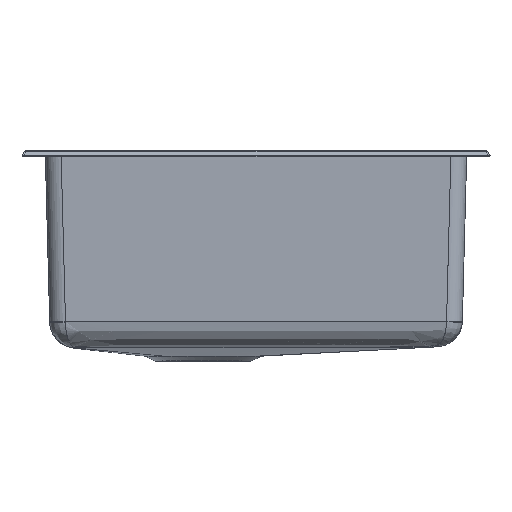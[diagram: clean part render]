
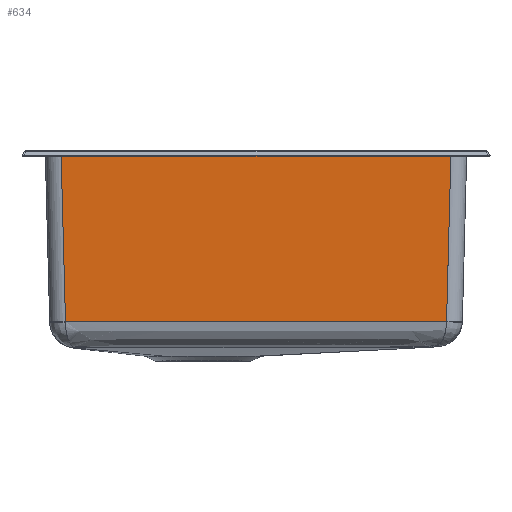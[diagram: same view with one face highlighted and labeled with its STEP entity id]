
A CAD part, left-side view. The second image highlights one B-rep face of the part: STEP entity #634.
In plain terms, the highlighted planar face has unit normal (-1, 0, -0.026).
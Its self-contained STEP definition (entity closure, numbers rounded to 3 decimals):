
#438=B_SPLINE_CURVE_WITH_KNOTS('',3,(#7924,#7925,#7926,#7927,#7928,#7929,
#7930,#7931,#7932,#7933,#7934,#7935,#7936),.UNSPECIFIED.,.F.,.F.,(4,3,3,
3,4),(0.,0.143,0.5,0.857,1.),.UNSPECIFIED.);
#443=B_SPLINE_CURVE_WITH_KNOTS('',3,(#8041,#8042,#8043,#8044),.UNSPECIFIED.,
.F.,.F.,(4,4),(0.,1.),.UNSPECIFIED.);
#634=ADVANCED_FACE('',(#845),#729,.F.);
#729=PLANE('',#3120);
#845=FACE_OUTER_BOUND('',#1051,.T.);
#1051=EDGE_LOOP('',(#1706,#1707,#1708,#1709,#1710));
#1706=ORIENTED_EDGE('',*,*,#2680,.T.);
#1707=ORIENTED_EDGE('',*,*,#2681,.T.);
#1708=ORIENTED_EDGE('',*,*,#2674,.T.);
#1709=ORIENTED_EDGE('',*,*,#2654,.T.);
#1710=ORIENTED_EDGE('',*,*,#2660,.T.);
#2265=VERTEX_POINT('',#7565);
#2274=VERTEX_POINT('',#7937);
#2276=VERTEX_POINT('',#8040);
#2284=VERTEX_POINT('',#8126);
#2287=VERTEX_POINT('',#8136);
#2654=EDGE_CURVE('',#2274,#2265,#438,.T.);
#2660=EDGE_CURVE('',#2265,#2276,#443,.T.);
#2674=EDGE_CURVE('',#2284,#2274,#2892,.T.);
#2680=EDGE_CURVE('',#2276,#2287,#2896,.T.);
#2681=EDGE_CURVE('',#2287,#2284,#2897,.T.);
#2892=LINE('',#8125,#2984);
#2896=LINE('',#8137,#2988);
#2897=LINE('',#8139,#2989);
#2984=VECTOR('',#3491,1.);
#2988=VECTOR('',#3503,1.);
#2989=VECTOR('',#3506,1.);
#3120=AXIS2_PLACEMENT_3D('',#8140,#3507,#3508);
#3491=DIRECTION('',(0.026,-0.026,-0.999));
#3503=DIRECTION('',(-0.026,-0.026,0.999));
#3506=DIRECTION('',(0.,1.,0.));
#3507=DIRECTION('',(1.,0.,0.026));
#3508=DIRECTION('',(0.026,0.,-1.));
#7565=CARTESIAN_POINT('',(-369.751,-180.748,-157.258));
#7924=CARTESIAN_POINT('',(-369.747,180.753,-157.412));
#7925=CARTESIAN_POINT('',(-369.746,163.563,-157.448));
#7926=CARTESIAN_POINT('',(-369.746,146.373,-157.484));
#7927=CARTESIAN_POINT('',(-369.745,129.183,-157.513));
#7928=CARTESIAN_POINT('',(-369.743,86.122,-157.586));
#7929=CARTESIAN_POINT('',(-369.742,43.062,-157.617));
#7930=CARTESIAN_POINT('',(-369.743,0.002,-157.587));
#7931=CARTESIAN_POINT('',(-369.744,-43.059,-157.557));
#7932=CARTESIAN_POINT('',(-369.746,-86.119,-157.472));
#7933=CARTESIAN_POINT('',(-369.748,-129.179,-157.376));
#7934=CARTESIAN_POINT('',(-369.749,-146.369,-157.337));
#7935=CARTESIAN_POINT('',(-369.75,-163.558,-157.296));
#7936=CARTESIAN_POINT('',(-369.751,-180.748,-157.258));
#7937=CARTESIAN_POINT('',(-369.747,180.753,-157.412));
#8040=CARTESIAN_POINT('',(-369.762,-180.768,-156.839));
#8041=CARTESIAN_POINT('',(-369.751,-180.748,-157.258));
#8042=CARTESIAN_POINT('',(-369.755,-180.757,-157.119));
#8043=CARTESIAN_POINT('',(-369.759,-180.764,-156.979));
#8044=CARTESIAN_POINT('',(-369.762,-180.768,-156.839));
#8125=CARTESIAN_POINT('',(-373.873,184.878,0.136));
#8126=CARTESIAN_POINT('',(-373.923,184.928,2.052));
#8136=CARTESIAN_POINT('',(-373.923,-184.928,2.052));
#8137=CARTESIAN_POINT('',(-373.873,-184.878,0.136));
#8139=CARTESIAN_POINT('',(-373.923,184.979,2.052));
#8140=CARTESIAN_POINT('',(-374.,0.,4.974));
